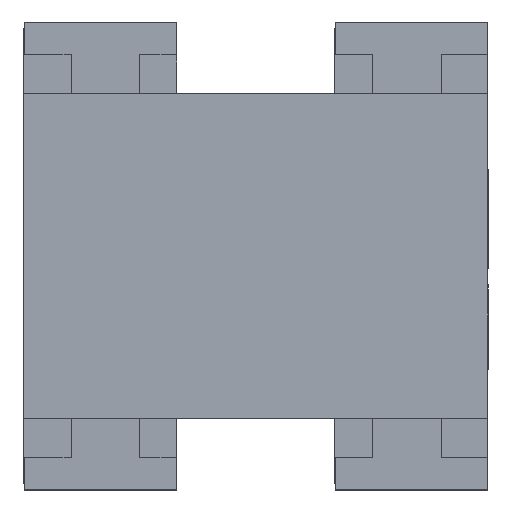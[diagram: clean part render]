
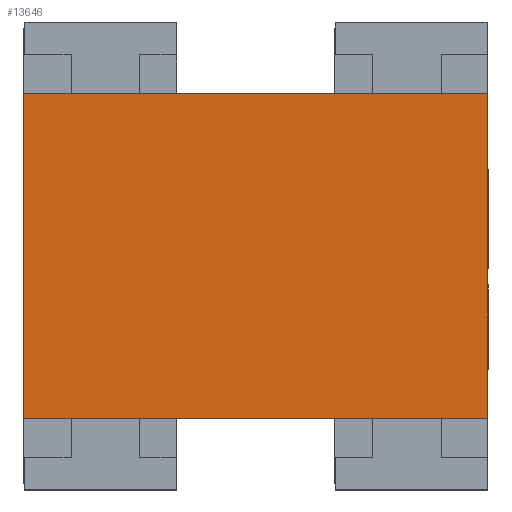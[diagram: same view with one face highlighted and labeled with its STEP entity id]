
A CAD part, top view. The second image highlights one B-rep face of the part: STEP entity #13646.
In plain terms, the highlighted planar face has unit normal (0, 0, 1).
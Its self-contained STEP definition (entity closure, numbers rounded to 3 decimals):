
#217 = DIRECTION ( 'NONE',  ( 1., 0., 0. ) ) ;
#293 = CARTESIAN_POINT ( 'NONE',  ( 0., 0., 0.35 ) ) ;
#428 = ORIENTED_EDGE ( 'NONE', *, *, #3003, .T. ) ;
#817 = DIRECTION ( 'NONE',  ( 0., 1., 0. ) ) ;
#1317 = LINE ( 'NONE', #5580, #5416 ) ;
#1630 = ORIENTED_EDGE ( 'NONE', *, *, #3582, .T. ) ;
#2875 = CARTESIAN_POINT ( 'NONE',  ( -0.5, 0.35, 0.35 ) ) ;
#3003 = EDGE_CURVE ( 'NONE', #5283, #12057, #4163, .T. ) ;
#3073 = CARTESIAN_POINT ( 'NONE',  ( 0.5, -0.35, 0.35 ) ) ;
#3216 = LINE ( 'NONE', #14017, #10542 ) ;
#3563 = PLANE ( 'NONE',  #8466 ) ;
#3582 = EDGE_CURVE ( 'NONE', #12057, #6801, #1317, .T. ) ;
#3991 = CARTESIAN_POINT ( 'NONE',  ( 0.5, 0.35, 0.35 ) ) ;
#4163 = LINE ( 'NONE', #4356, #4453 ) ;
#4356 = CARTESIAN_POINT ( 'NONE',  ( -0.5, -0.35, 0.35 ) ) ;
#4453 = VECTOR ( 'NONE', #10024, 1000. ) ;
#4722 = DIRECTION ( 'NONE',  ( -1., 0., 0. ) ) ;
#4857 = DIRECTION ( 'NONE',  ( -1., 0., 0. ) ) ;
#5283 = VERTEX_POINT ( 'NONE', #2875 ) ;
#5416 = VECTOR ( 'NONE', #217, 1000. ) ;
#5580 = CARTESIAN_POINT ( 'NONE',  ( -0.5, -0.35, 0.35 ) ) ;
#5945 = LINE ( 'NONE', #6151, #6620 ) ;
#6151 = CARTESIAN_POINT ( 'NONE',  ( -0.5, 0.35, 0.35 ) ) ;
#6620 = VECTOR ( 'NONE', #4857, 1000. ) ;
#6801 = VERTEX_POINT ( 'NONE', #3073 ) ;
#7664 = DIRECTION ( 'NONE',  ( 0., 0., -1. ) ) ;
#7829 = ORIENTED_EDGE ( 'NONE', *, *, #9134, .T. ) ;
#8466 = AXIS2_PLACEMENT_3D ( 'NONE', #293, #7664, #4722 ) ;
#8482 = CARTESIAN_POINT ( 'NONE',  ( -0.5, -0.35, 0.35 ) ) ;
#8876 = FACE_OUTER_BOUND ( 'NONE', #12290, .T. ) ;
#9134 = EDGE_CURVE ( 'NONE', #10423, #5283, #5945, .T. ) ;
#9822 = ORIENTED_EDGE ( 'NONE', *, *, #13544, .T. ) ;
#10024 = DIRECTION ( 'NONE',  ( 0., -1., 0. ) ) ;
#10423 = VERTEX_POINT ( 'NONE', #3991 ) ;
#10542 = VECTOR ( 'NONE', #817, 1000. ) ;
#12057 = VERTEX_POINT ( 'NONE', #8482 ) ;
#12290 = EDGE_LOOP ( 'NONE', ( #9822, #7829, #428, #1630 ) ) ;
#13544 = EDGE_CURVE ( 'NONE', #6801, #10423, #3216, .T. ) ;
#13646 = ADVANCED_FACE ( 'NONE', ( #8876 ), #3563, .F. ) ;
#14017 = CARTESIAN_POINT ( 'NONE',  ( 0.5, -0.35, 0.35 ) ) ;
